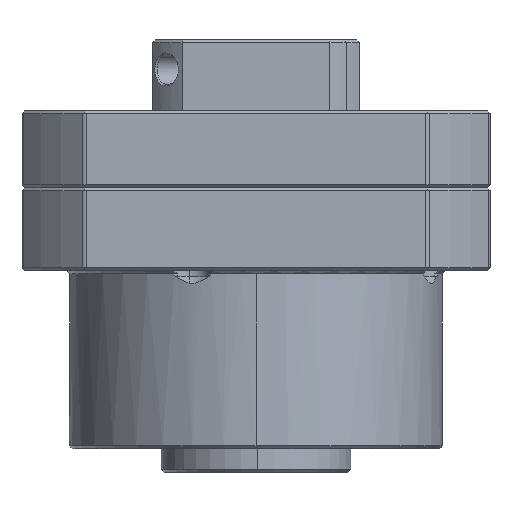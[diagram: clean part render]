
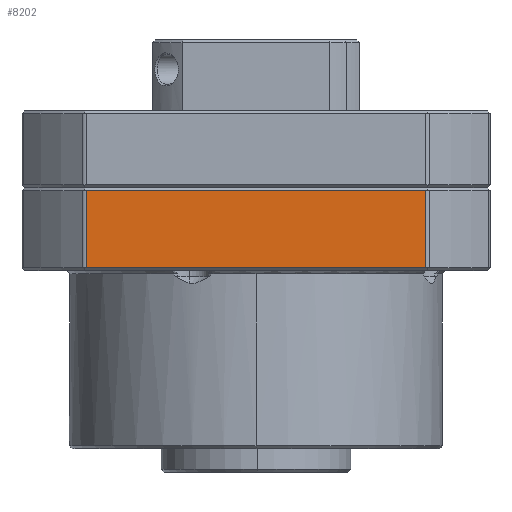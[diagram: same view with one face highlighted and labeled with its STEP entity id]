
A CAD part, front view. The second image highlights one B-rep face of the part: STEP entity #8202.
In plain terms, the highlighted planar face has unit normal (0, -1, 0).
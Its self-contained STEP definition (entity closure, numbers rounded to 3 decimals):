
#288 = DIRECTION ( 'NONE',  ( 1., 0., 0. ) ) ;
#1618 = EDGE_CURVE ( 'NONE', #13196, #17647, #3283, .T. ) ;
#2634 = CARTESIAN_POINT ( 'NONE',  ( -28.996, -39.5, -13.5 ) ) ;
#3125 = ORIENTED_EDGE ( 'NONE', *, *, #4998, .T. ) ;
#3283 = LINE ( 'NONE', #7942, #26902 ) ;
#3806 = CARTESIAN_POINT ( 'NONE',  ( -28.996, -39.5, 0. ) ) ;
#4394 = CARTESIAN_POINT ( 'NONE',  ( 28.666, -39.5, 0. ) ) ;
#4525 = LINE ( 'NONE', #4394, #12550 ) ;
#4998 = EDGE_CURVE ( 'NONE', #17703, #9915, #4525, .T. ) ;
#5976 = DIRECTION ( 'NONE',  ( 0., 1., 0. ) ) ;
#7380 = ORIENTED_EDGE ( 'NONE', *, *, #1618, .T. ) ;
#7942 = CARTESIAN_POINT ( 'NONE',  ( -28.666, -39.5, 0. ) ) ;
#8202 = ADVANCED_FACE ( 'NONE', ( #23342 ), #27725, .F. ) ;
#9497 = AXIS2_PLACEMENT_3D ( 'NONE', #3806, #5976, #18939 ) ;
#9915 = VERTEX_POINT ( 'NONE', #18125 ) ;
#12355 = EDGE_CURVE ( 'NONE', #9915, #13196, #22858, .T. ) ;
#12550 = VECTOR ( 'NONE', #24787, 1000. ) ;
#13196 = VERTEX_POINT ( 'NONE', #28336 ) ;
#14364 = DIRECTION ( 'NONE',  ( -1., 0., 0. ) ) ;
#16841 = CARTESIAN_POINT ( 'NONE',  ( -28.666, -39.5, -13.5 ) ) ;
#17647 = VERTEX_POINT ( 'NONE', #16841 ) ;
#17703 = VERTEX_POINT ( 'NONE', #28110 ) ;
#18125 = CARTESIAN_POINT ( 'NONE',  ( 28.666, -39.5, -0.5 ) ) ;
#18428 = DIRECTION ( 'NONE',  ( 0., 0., -1. ) ) ;
#18939 = DIRECTION ( 'NONE',  ( -1., 0., 0. ) ) ;
#19040 = ORIENTED_EDGE ( 'NONE', *, *, #12355, .T. ) ;
#20570 = LINE ( 'NONE', #2634, #25566 ) ;
#20809 = VECTOR ( 'NONE', #14364, 1000. ) ;
#22858 = LINE ( 'NONE', #22993, #20809 ) ;
#22993 = CARTESIAN_POINT ( 'NONE',  ( -28.996, -39.5, -0.5 ) ) ;
#23095 = ORIENTED_EDGE ( 'NONE', *, *, #24097, .T. ) ;
#23342 = FACE_OUTER_BOUND ( 'NONE', #23546, .T. ) ;
#23546 = EDGE_LOOP ( 'NONE', ( #23095, #3125, #19040, #7380 ) ) ;
#24097 = EDGE_CURVE ( 'NONE', #17647, #17703, #20570, .T. ) ;
#24787 = DIRECTION ( 'NONE',  ( 0., 0., 1. ) ) ;
#25566 = VECTOR ( 'NONE', #288, 1000. ) ;
#26902 = VECTOR ( 'NONE', #18428, 1000. ) ;
#27725 = PLANE ( 'NONE',  #9497 ) ;
#28110 = CARTESIAN_POINT ( 'NONE',  ( 28.666, -39.5, -13.5 ) ) ;
#28336 = CARTESIAN_POINT ( 'NONE',  ( -28.666, -39.5, -0.5 ) ) ;
